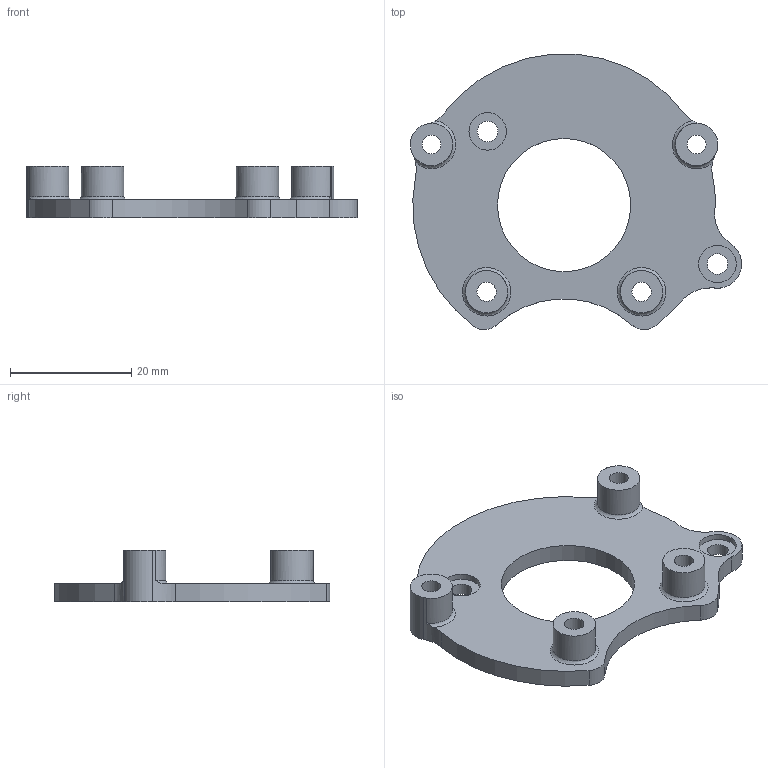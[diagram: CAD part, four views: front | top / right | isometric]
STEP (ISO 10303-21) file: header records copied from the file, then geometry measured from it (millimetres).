
FILE_DESCRIPTION(/* description */ (''),/* implementation_level */ '2;1');
FILE_NAME(/* name */ 'Orbiter2.0 mount_3.step',/* time_stamp */ '2024-03-15T23:44:22+08:00',/* author */ (''),/* organization */ (''),/* preprocessor_version */ 'ST-DEVELOPER v20',/* originating_system */ 'Autodesk Translation Framework v12.20.1.177',/* authorisation */ '');
FILE_SCHEMA (('AUTOMOTIVE_DESIGN { 1 0 10303 214 3 1 1 }'));
Length unit declared in the file: millimetre
Products named in the file (1): PCB转接板_ForOrbiter2.0
Bounding box: 54.72 x 45.5 x 8.5 mm (x, y, z)
Volume: 4966 mm3; surface area: 4482.5 mm2
Topology: 1 solids, 1 shells, 41 faces, 103 edges, 68 vertices
Faces by surface type: cylinder 29, plane 8, bspline 4
Full cylindrical faces by diameter (mm): 3.1 x2, 3.2 x2, 3.38 x1, 3.398 x1, 6.2 x2, 7 x2, 22 x1
Entity records: 1815 total; most frequent: CARTESIAN_POINT 743, DIRECTION 223, ORIENTED_EDGE 206, EDGE_CURVE 103, AXIS2_PLACEMENT_3D 96, VERTEX_POINT 68, EDGE_LOOP 59, CIRCLE 58
